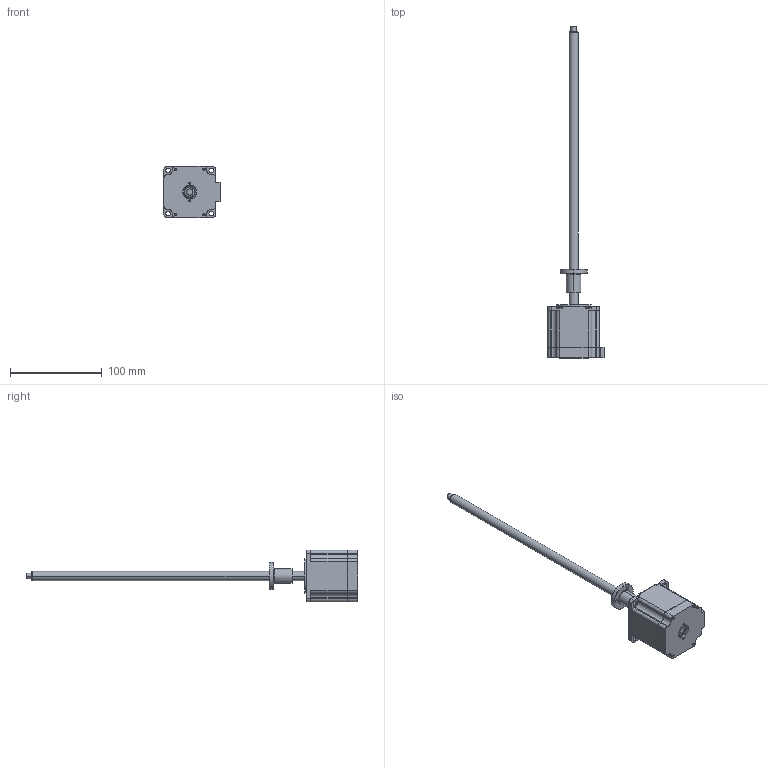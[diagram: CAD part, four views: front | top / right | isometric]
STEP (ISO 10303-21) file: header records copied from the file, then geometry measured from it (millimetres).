
FILE_DESCRIPTION (( 'STEP AP203' ), '1' );
FILE_NAME ('LE238S-T10105-300-AR2-S-220.STEP', '2018-08-13T01:14:29', ( '' ), ( '' ), 'SwSTEP 2.0', 'SolidWorks 2014', '' );
FILE_SCHEMA (( 'CONFIG_CONTROL_DESIGN' ));
Length unit declared in the file: millimetre
Products named in the file (1): LE238S-T10105-300-AR2-S-220
Bounding box: 61.2 x 362.5 x 56.2 mm (x, y, z)
Surface area: 36590 mm2 (no closed solid volume)
Topology: 0 solids, 20 shells, 295 faces, 959 edges, 663 vertices
Faces by surface type: plane 130, cylinder 92, cone 61, sphere 8, torus 4
Entity records: 10908 total; most frequent: CARTESIAN_POINT 2393, DIRECTION 1816, ORIENTED_EDGE 1576, EDGE_CURVE 959, VERTEX_POINT 663, AXIS2_PLACEMENT_3D 640, VECTOR 536, LINE 536
